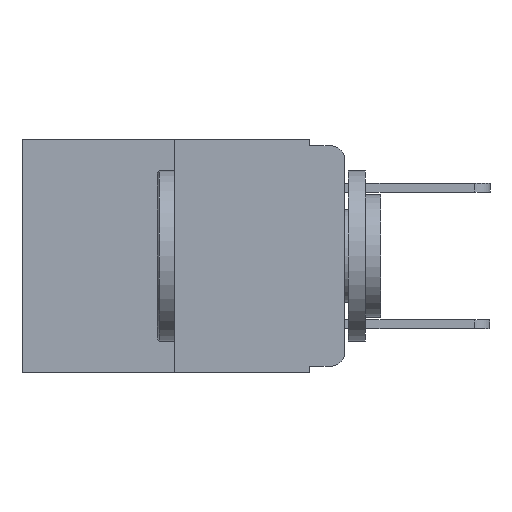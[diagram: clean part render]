
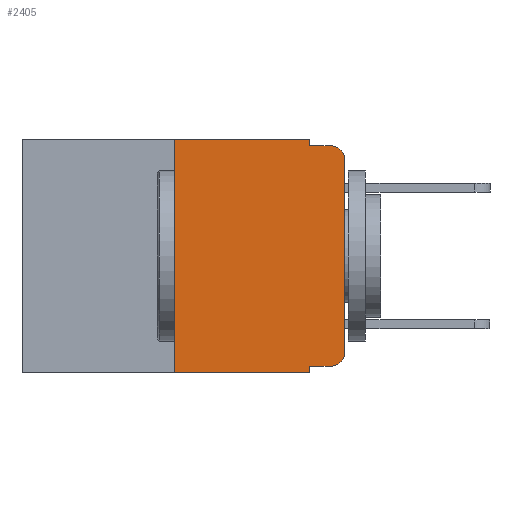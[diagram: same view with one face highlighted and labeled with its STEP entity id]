
A CAD part, left-side view. The second image highlights one B-rep face of the part: STEP entity #2405.
In plain terms, the highlighted planar face has unit normal (-1, 0, 0).
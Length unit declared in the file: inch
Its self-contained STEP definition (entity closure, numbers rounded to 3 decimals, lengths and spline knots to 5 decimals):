
#682 = EDGE_CURVE ( 'NONE', #17669, #17307, #6219, .T. ) ;
#769 = DIRECTION ( 'NONE',  ( 0., 0., -1. ) ) ;
#984 = PLANE ( 'NONE',  #16718 ) ;
#1113 = CARTESIAN_POINT ( 'NONE',  ( 0., 0.051, -0.01 ) ) ;
#1255 = EDGE_CURVE ( 'NONE', #6062, #10892, #15102, .T. ) ;
#1259 = EDGE_CURVE ( 'NONE', #10892, #14661, #10483, .T. ) ;
#1283 = EDGE_CURVE ( 'NONE', #10976, #14661, #13646, .T. ) ;
#1286 = EDGE_CURVE ( 'NONE', #13233, #10976, #5340, .T. ) ;
#1291 = EDGE_CURVE ( 'NONE', #17669, #10157, #4783, .T. ) ;
#1322 = EDGE_CURVE ( 'NONE', #12554, #17307, #21044, .T. ) ;
#1333 = EDGE_CURVE ( 'NONE', #12554, #4776, #12915, .T. ) ;
#1362 = EDGE_CURVE ( 'NONE', #4776, #6062, #8151, .T. ) ;
#1632 = CARTESIAN_POINT ( 'NONE',  ( 0., 0., -0.313 ) ) ;
#1734 = CARTESIAN_POINT ( 'NONE',  ( 0., 0.051, 0. ) ) ;
#1774 = CARTESIAN_POINT ( 'NONE',  ( 0., 0.25, 0. ) ) ;
#2298 = DIRECTION ( 'NONE',  ( 0., 0., -1. ) ) ;
#2405 = ADVANCED_FACE ( 'NONE', ( #8905 ), #984, .F. ) ;
#2423 = DIRECTION ( 'NONE',  ( 0., 0., 1. ) ) ;
#2689 = CARTESIAN_POINT ( 'NONE',  ( 0., 0.051, 0. ) ) ;
#2706 = CARTESIAN_POINT ( 'NONE',  ( 0., 0., -0.03 ) ) ;
#2837 = DIRECTION ( 'NONE',  ( 1., 0., 0. ) ) ;
#4592 = CARTESIAN_POINT ( 'NONE',  ( 0., 0.473, 0. ) ) ;
#4776 = VERTEX_POINT ( 'NONE', #15340 ) ;
#4783 = LINE ( 'NONE', #1774, #17192 ) ;
#5340 = LINE ( 'NONE', #15860, #17660 ) ;
#6062 = VERTEX_POINT ( 'NONE', #1632 ) ;
#6219 = LINE ( 'NONE', #6373, #6799 ) ;
#6373 = CARTESIAN_POINT ( 'NONE',  ( 0., 0.473, -0.343 ) ) ;
#6417 = DIRECTION ( 'NONE',  ( 0., -1., 0. ) ) ;
#6630 = DIRECTION ( 'NONE',  ( 0., -1., 0. ) ) ;
#6753 = VECTOR ( 'NONE', #6630, 39.37008 ) ;
#6799 = VECTOR ( 'NONE', #6417, 39.37008 ) ;
#8151 = CIRCLE ( 'NONE', #16208, 0.02 ) ;
#8288 = CARTESIAN_POINT ( 'NONE',  ( 0., 0., 0. ) ) ;
#8411 = CARTESIAN_POINT ( 'NONE',  ( 0., 0.473, 0. ) ) ;
#8905 = FACE_OUTER_BOUND ( 'NONE', #13360, .T. ) ;
#9495 = VECTOR ( 'NONE', #15190, 39.37008 ) ;
#10157 = VERTEX_POINT ( 'NONE', #16326 ) ;
#10483 = CIRCLE ( 'NONE', #11032, 0.02 ) ;
#10609 = CARTESIAN_POINT ( 'NONE',  ( 0., 0.02, -0.03 ) ) ;
#10673 = DIRECTION ( 'NONE',  ( 0., 0., 1. ) ) ;
#10869 = DIRECTION ( 'NONE',  ( 0., 0., -1. ) ) ;
#10892 = VERTEX_POINT ( 'NONE', #2706 ) ;
#10976 = VERTEX_POINT ( 'NONE', #1113 ) ;
#11032 = AXIS2_PLACEMENT_3D ( 'NONE', #10609, #16159, #10869 ) ;
#11142 = DIRECTION ( 'NONE',  ( 0., 0., -1. ) ) ;
#11276 = ORIENTED_EDGE ( 'NONE', *, *, #1255, .T. ) ;
#11297 = ORIENTED_EDGE ( 'NONE', *, *, #1259, .T. ) ;
#11389 = ORIENTED_EDGE ( 'NONE', *, *, #1283, .F. ) ;
#11631 = ORIENTED_EDGE ( 'NONE', *, *, #1286, .F. ) ;
#11701 = ORIENTED_EDGE ( 'NONE', *, *, #14534, .F. ) ;
#11904 = ORIENTED_EDGE ( 'NONE', *, *, #1291, .F. ) ;
#11972 = ORIENTED_EDGE ( 'NONE', *, *, #682, .T. ) ;
#12185 = ORIENTED_EDGE ( 'NONE', *, *, #1322, .F. ) ;
#12204 = ORIENTED_EDGE ( 'NONE', *, *, #1333, .T. ) ;
#12271 = ORIENTED_EDGE ( 'NONE', *, *, #1362, .T. ) ;
#12554 = VERTEX_POINT ( 'NONE', #14931 ) ;
#12915 = LINE ( 'NONE', #15583, #20381 ) ;
#13130 = VECTOR ( 'NONE', #2298, 39.37008 ) ;
#13233 = VERTEX_POINT ( 'NONE', #1734 ) ;
#13360 = EDGE_LOOP ( 'NONE', ( #11276, #11297, #11389, #11631, #11701, #11904, #11972, #12185, #12204, #12271 ) ) ;
#13380 = DIRECTION ( 'NONE',  ( -1., 0., 0. ) ) ;
#13646 = LINE ( 'NONE', #20522, #9495 ) ;
#14534 = EDGE_CURVE ( 'NONE', #10157, #13233, #17188, .T. ) ;
#14617 = DIRECTION ( 'NONE',  ( 0., 0., -1. ) ) ;
#14638 = VECTOR ( 'NONE', #2423, 39.37008 ) ;
#14661 = VERTEX_POINT ( 'NONE', #19351 ) ;
#14931 = CARTESIAN_POINT ( 'NONE',  ( 0., 0.051, -0.333 ) ) ;
#15102 = LINE ( 'NONE', #8288, #14638 ) ;
#15190 = DIRECTION ( 'NONE',  ( 0., -1., 0. ) ) ;
#15340 = CARTESIAN_POINT ( 'NONE',  ( 0., 0.02, -0.333 ) ) ;
#15583 = CARTESIAN_POINT ( 'NONE',  ( 0., 0.051, -0.333 ) ) ;
#15800 = CARTESIAN_POINT ( 'NONE',  ( 0., 0.051, -0.343 ) ) ;
#15860 = CARTESIAN_POINT ( 'NONE',  ( 0., 0.051, 0. ) ) ;
#16159 = DIRECTION ( 'NONE',  ( -1., 0., 0. ) ) ;
#16208 = AXIS2_PLACEMENT_3D ( 'NONE', #18630, #13380, #11142 ) ;
#16326 = CARTESIAN_POINT ( 'NONE',  ( 0., 0.25, 0. ) ) ;
#16718 = AXIS2_PLACEMENT_3D ( 'NONE', #4592, #2837, #14617 ) ;
#17188 = LINE ( 'NONE', #8411, #6753 ) ;
#17192 = VECTOR ( 'NONE', #10673, 39.37008 ) ;
#17307 = VERTEX_POINT ( 'NONE', #15800 ) ;
#17351 = DIRECTION ( 'NONE',  ( 0., -1., 0. ) ) ;
#17660 = VECTOR ( 'NONE', #769, 39.37008 ) ;
#17669 = VERTEX_POINT ( 'NONE', #17732 ) ;
#17732 = CARTESIAN_POINT ( 'NONE',  ( 0., 0.25, -0.343 ) ) ;
#18630 = CARTESIAN_POINT ( 'NONE',  ( 0., 0.02, -0.313 ) ) ;
#19351 = CARTESIAN_POINT ( 'NONE',  ( 0., 0.02, -0.01 ) ) ;
#20381 = VECTOR ( 'NONE', #17351, 39.37008 ) ;
#20522 = CARTESIAN_POINT ( 'NONE',  ( 0., 0.051, -0.01 ) ) ;
#21044 = LINE ( 'NONE', #2689, #13130 ) ;
